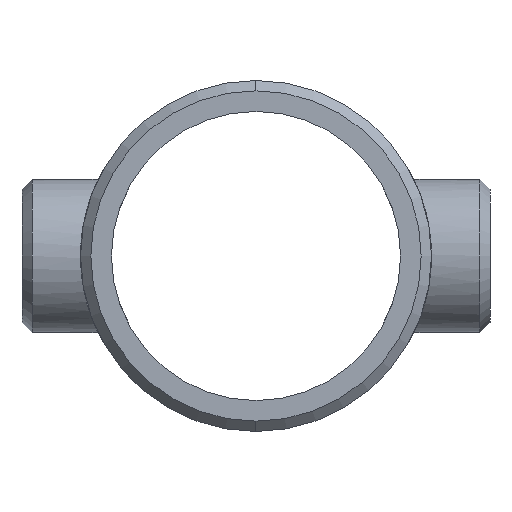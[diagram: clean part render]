
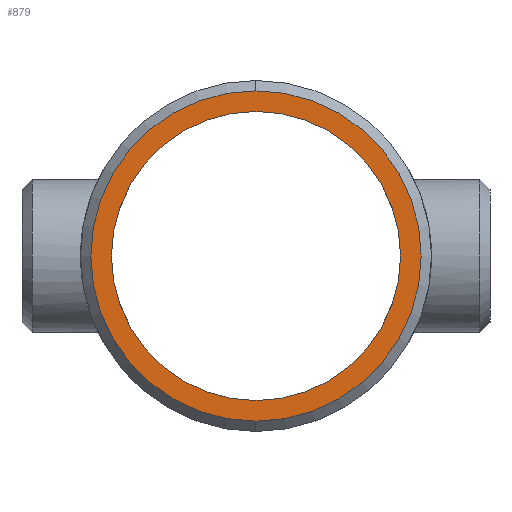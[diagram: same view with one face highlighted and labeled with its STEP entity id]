
A CAD part, left-side view. The second image highlights one B-rep face of the part: STEP entity #879.
In plain terms, the highlighted planar face has unit normal (-1, 0, 0).
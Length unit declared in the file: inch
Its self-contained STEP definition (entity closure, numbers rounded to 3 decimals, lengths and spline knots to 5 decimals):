
#20 = DIRECTION ( 'NONE',  ( 1., 0., 0. ) ) ;
#29 = VERTEX_POINT ( 'NONE', #362 ) ;
#69 = EDGE_CURVE ( 'NONE', #29, #831, #711, .T. ) ;
#79 = DIRECTION ( 'NONE',  ( 1., 0., 0. ) ) ;
#124 = EDGE_CURVE ( 'NONE', #307, #899, #1135, .T. ) ;
#128 = CARTESIAN_POINT ( 'NONE',  ( -10., 0., 6. ) ) ;
#168 = CARTESIAN_POINT ( 'NONE',  ( -10., 0., -5.25 ) ) ;
#185 = DIRECTION ( 'NONE',  ( 0., 0., 1. ) ) ;
#200 = AXIS2_PLACEMENT_3D ( 'NONE', #286, #685, #583 ) ;
#215 = FACE_BOUND ( 'NONE', #317, .T. ) ;
#228 = CARTESIAN_POINT ( 'NONE',  ( -10., 0., 5.25 ) ) ;
#232 = DIRECTION ( 'NONE',  ( -1., 0., 0. ) ) ;
#286 = CARTESIAN_POINT ( 'NONE',  ( -10., 0., 0. ) ) ;
#307 = VERTEX_POINT ( 'NONE', #168 ) ;
#316 = CARTESIAN_POINT ( 'NONE',  ( -10., 0., 0. ) ) ;
#317 = EDGE_LOOP ( 'NONE', ( #557, #390 ) ) ;
#362 = CARTESIAN_POINT ( 'NONE',  ( -10., 0., -6. ) ) ;
#390 = ORIENTED_EDGE ( 'NONE', *, *, #124, .T. ) ;
#408 = AXIS2_PLACEMENT_3D ( 'NONE', #578, #79, #185 ) ;
#486 = ORIENTED_EDGE ( 'NONE', *, *, #792, .T. ) ;
#511 = AXIS2_PLACEMENT_3D ( 'NONE', #316, #20, #1211 ) ;
#549 = CIRCLE ( 'NONE', #511, 5.25 ) ;
#557 = ORIENTED_EDGE ( 'NONE', *, *, #590, .T. ) ;
#564 = AXIS2_PLACEMENT_3D ( 'NONE', #782, #859, #1259 ) ;
#578 = CARTESIAN_POINT ( 'NONE',  ( -10., 0., 0. ) ) ;
#583 = DIRECTION ( 'NONE',  ( 0., 0., 1. ) ) ;
#590 = EDGE_CURVE ( 'NONE', #899, #307, #549, .T. ) ;
#685 = DIRECTION ( 'NONE',  ( -1., 0., 0. ) ) ;
#711 = CIRCLE ( 'NONE', #564, 6. ) ;
#713 = FACE_OUTER_BOUND ( 'NONE', #878, .T. ) ;
#730 = CARTESIAN_POINT ( 'NONE',  ( -10., 0., 0. ) ) ;
#758 = CIRCLE ( 'NONE', #200, 6. ) ;
#782 = CARTESIAN_POINT ( 'NONE',  ( -10., 0., 0. ) ) ;
#792 = EDGE_CURVE ( 'NONE', #831, #29, #758, .T. ) ;
#808 = PLANE ( 'NONE',  #839 ) ;
#831 = VERTEX_POINT ( 'NONE', #128 ) ;
#839 = AXIS2_PLACEMENT_3D ( 'NONE', #730, #232, #1017 ) ;
#859 = DIRECTION ( 'NONE',  ( -1., 0., 0. ) ) ;
#878 = EDGE_LOOP ( 'NONE', ( #1183, #486 ) ) ;
#879 = ADVANCED_FACE ( 'NONE', ( #713, #215 ), #808, .T. ) ;
#899 = VERTEX_POINT ( 'NONE', #228 ) ;
#1017 = DIRECTION ( 'NONE',  ( 0., 0., -1. ) ) ;
#1135 = CIRCLE ( 'NONE', #408, 5.25 ) ;
#1183 = ORIENTED_EDGE ( 'NONE', *, *, #69, .T. ) ;
#1211 = DIRECTION ( 'NONE',  ( 0., 0., 1. ) ) ;
#1259 = DIRECTION ( 'NONE',  ( 0., 0., 1. ) ) ;
